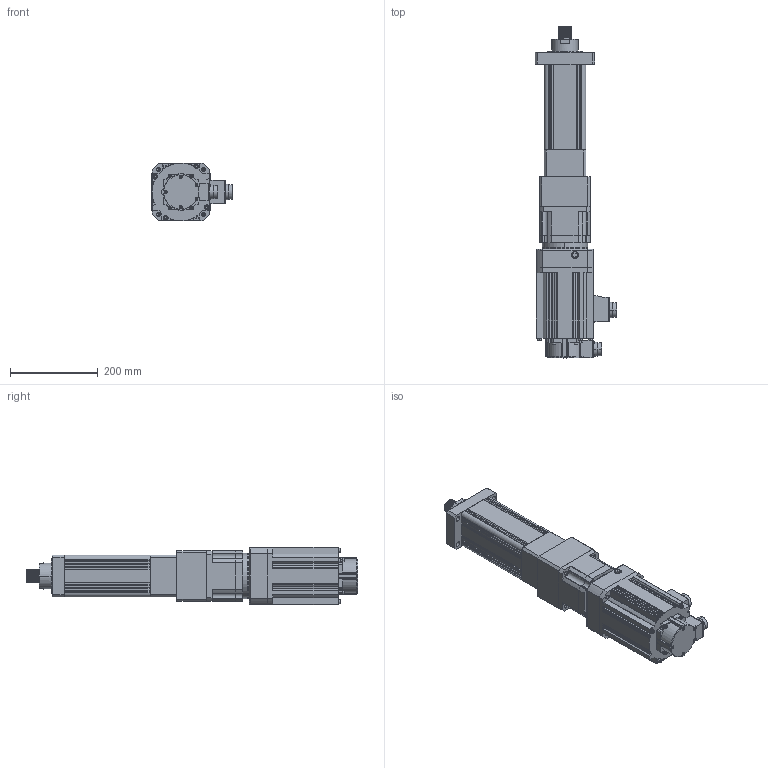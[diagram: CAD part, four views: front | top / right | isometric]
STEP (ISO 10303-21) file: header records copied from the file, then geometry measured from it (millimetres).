
FILE_DESCRIPTION (( 'STEP AP203' ), '1' );
FILE_NAME ('240712-XH-95缸直联50行程装配体.STEP', '2024-07-12T07:37:26', ( '微软用户' ), ( '微软中国' ), 'SwSTEP 2.0', 'SolidWorks 2022', '' );
FILE_SCHEMA (( 'CONFIG_CONTROL_DESIGN' ));
Length unit declared in the file: millimetre
Products named in the file (4): PGH115-L1-22-110-145-M8-A32; 240712-XH-95缸直联50行程装配体; 95缸行程50直连前法兰安装; MDMF302L1H6
Assembly tree (3 placements, depth 2):
  240712-XH-95缸直联50行程装配体
    95缸行程50直连前法兰安装
    MDMF302L1H6
    PGH115-L1-22-110-145-M8-A32
Bounding box: 185.5 x 755 x 130 mm (x, y, z)
Volume: 6976654.8 mm3; surface area: 679597.5 mm2
Topology: 22 solids, 23 shells, 1432 faces, 3661 edges, 2368 vertices
Faces by surface type: cylinder 618, plane 599, cone 115, torus 69, sphere 26, bspline 5
Entity records: 50022 total; most frequent: CARTESIAN_POINT 13981, DIRECTION 7776, ORIENTED_EDGE 7298, EDGE_CURVE 3649, AXIS2_PLACEMENT_3D 2880, VERTEX_POINT 2368, VECTOR 2016, LINE 2016
